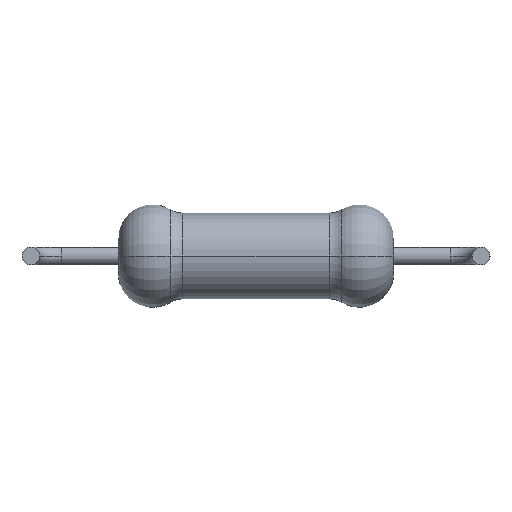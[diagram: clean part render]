
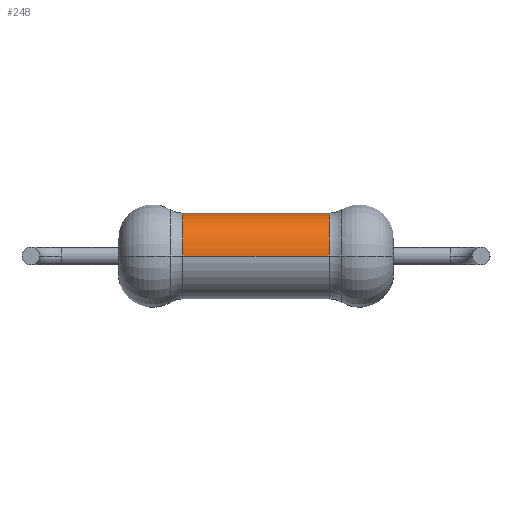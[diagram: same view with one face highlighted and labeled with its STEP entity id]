
A CAD part, front view. The second image highlights one B-rep face of the part: STEP entity #248.
In plain terms, the highlighted cylindrical face has radius 1.325 mm (diameter 2.65 mm), a partial arc.
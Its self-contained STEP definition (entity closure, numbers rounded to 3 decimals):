
#72 = ORIENTED_EDGE ( 'NONE', *, *, #532, .F. ) ;
#78 = EDGE_CURVE ( 'NONE', #564, #723, #168, .T. ) ;
#81 = DIRECTION ( 'NONE',  ( 0., -1., 0. ) ) ;
#84 = VERTEX_POINT ( 'NONE', #423 ) ;
#97 = CARTESIAN_POINT ( 'NONE',  ( 2.258, 2.925, 0. ) ) ;
#107 = CARTESIAN_POINT ( 'NONE',  ( 2.258, 1.6, 0. ) ) ;
#153 = DIRECTION ( 'NONE',  ( -1., 0., 0. ) ) ;
#164 = DIRECTION ( 'NONE',  ( -1., 0., 0. ) ) ;
#168 = CIRCLE ( 'NONE', #760, 1.325 ) ;
#174 = VERTEX_POINT ( 'NONE', #388 ) ;
#177 = ORIENTED_EDGE ( 'NONE', *, *, #78, .T. ) ;
#247 = CARTESIAN_POINT ( 'NONE',  ( 2.258, 0.275, 0. ) ) ;
#248 = ADVANCED_FACE ( 'NONE', ( #360 ), #503, .T. ) ;
#250 = CARTESIAN_POINT ( 'NONE',  ( -2.258, 1.6, 0. ) ) ;
#257 = EDGE_LOOP ( 'NONE', ( #177, #737, #72, #554 ) ) ;
#298 = VECTOR ( 'NONE', #570, 1000. ) ;
#317 = CARTESIAN_POINT ( 'NONE',  ( -4.25, 0.275, 0. ) ) ;
#337 = CIRCLE ( 'NONE', #750, 1.325 ) ;
#350 = DIRECTION ( 'NONE',  ( -1., 0., 0. ) ) ;
#354 = DIRECTION ( 'NONE',  ( 0., -1., 0. ) ) ;
#355 = AXIS2_PLACEMENT_3D ( 'NONE', #656, #350, #540 ) ;
#360 = FACE_OUTER_BOUND ( 'NONE', #257, .T. ) ;
#388 = CARTESIAN_POINT ( 'NONE',  ( -2.258, 2.925, 0. ) ) ;
#394 = EDGE_CURVE ( 'NONE', #723, #174, #481, .T. ) ;
#423 = CARTESIAN_POINT ( 'NONE',  ( -2.258, 0.275, 0. ) ) ;
#468 = LINE ( 'NONE', #317, #298 ) ;
#481 = LINE ( 'NONE', #660, #613 ) ;
#503 = CYLINDRICAL_SURFACE ( 'NONE', #355, 1.325 ) ;
#532 = EDGE_CURVE ( 'NONE', #84, #174, #337, .T. ) ;
#540 = DIRECTION ( 'NONE',  ( 0., -1., 0. ) ) ;
#554 = ORIENTED_EDGE ( 'NONE', *, *, #671, .F. ) ;
#564 = VERTEX_POINT ( 'NONE', #247 ) ;
#570 = DIRECTION ( 'NONE',  ( -1., 0., 0. ) ) ;
#613 = VECTOR ( 'NONE', #153, 1000. ) ;
#620 = DIRECTION ( 'NONE',  ( -1., 0., 0. ) ) ;
#656 = CARTESIAN_POINT ( 'NONE',  ( -4.25, 1.6, 0. ) ) ;
#660 = CARTESIAN_POINT ( 'NONE',  ( -4.25, 2.925, 0. ) ) ;
#671 = EDGE_CURVE ( 'NONE', #564, #84, #468, .T. ) ;
#723 = VERTEX_POINT ( 'NONE', #97 ) ;
#737 = ORIENTED_EDGE ( 'NONE', *, *, #394, .T. ) ;
#750 = AXIS2_PLACEMENT_3D ( 'NONE', #250, #620, #81 ) ;
#760 = AXIS2_PLACEMENT_3D ( 'NONE', #107, #164, #354 ) ;
